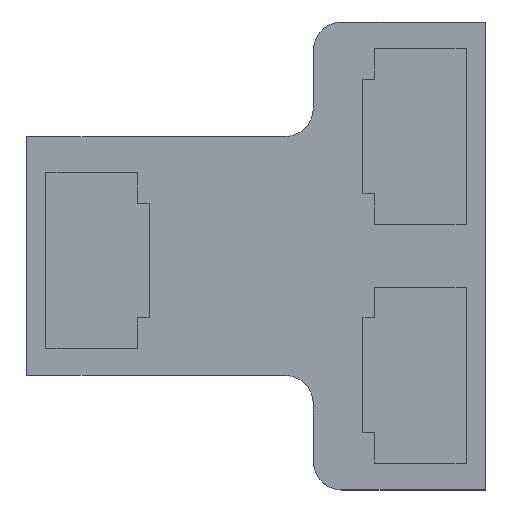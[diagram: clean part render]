
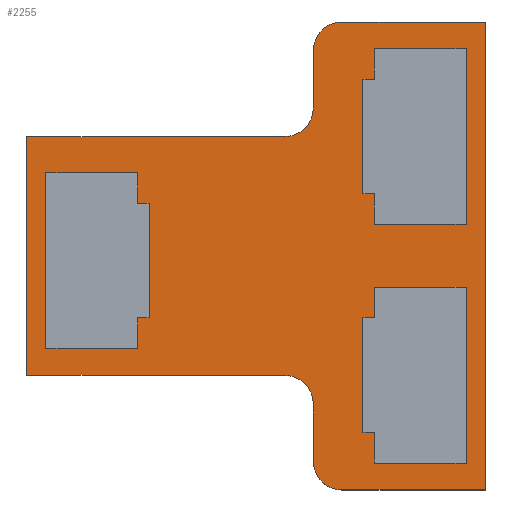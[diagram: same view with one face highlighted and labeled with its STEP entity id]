
A CAD part, top view. The second image highlights one B-rep face of the part: STEP entity #2255.
In plain terms, the highlighted planar face has unit normal (0, 0, 1).
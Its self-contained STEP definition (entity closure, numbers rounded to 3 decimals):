
#1862 = VERTEX_POINT('',#1863);
#1863 = CARTESIAN_POINT('',(162.,-96.5,1.6));
#1869 = EDGE_CURVE('',#1862,#1870,#1872,.T.);
#1870 = VERTEX_POINT('',#1871);
#1871 = CARTESIAN_POINT('',(158.25,-96.5,1.6));
#1872 = LINE('',#1873,#1874);
#1873 = CARTESIAN_POINT('',(162.,-96.5,1.6));
#1874 = VECTOR('',#1875,1.);
#1875 = DIRECTION('',(-1.,0.,0.));
#1900 = EDGE_CURVE('',#1870,#1901,#1903,.T.);
#1901 = VERTEX_POINT('',#1902);
#1902 = CARTESIAN_POINT('',(157.5,-95.75,1.6));
#1903 = CIRCLE('',#1904,0.75);
#1904 = AXIS2_PLACEMENT_3D('',#1905,#1906,#1907);
#1905 = CARTESIAN_POINT('',(158.25,-95.75,1.6));
#1906 = DIRECTION('',(0.,0.,-1.));
#1907 = DIRECTION('',(0.,-1.,-0.));
#1933 = EDGE_CURVE('',#1901,#1934,#1936,.T.);
#1934 = VERTEX_POINT('',#1935);
#1935 = CARTESIAN_POINT('',(157.5,-94.25,1.6));
#1936 = LINE('',#1937,#1938);
#1937 = CARTESIAN_POINT('',(157.5,-95.75,1.6));
#1938 = VECTOR('',#1939,1.);
#1939 = DIRECTION('',(0.,1.,0.));
#1964 = EDGE_CURVE('',#1934,#1965,#1967,.T.);
#1965 = VERTEX_POINT('',#1966);
#1966 = CARTESIAN_POINT('',(156.75,-93.5,1.6));
#1967 = CIRCLE('',#1968,0.75);
#1968 = AXIS2_PLACEMENT_3D('',#1969,#1970,#1971);
#1969 = CARTESIAN_POINT('',(156.75,-94.25,1.6));
#1970 = DIRECTION('',(0.,0.,1.));
#1971 = DIRECTION('',(1.,0.,-0.));
#1997 = EDGE_CURVE('',#1965,#1998,#2000,.T.);
#1998 = VERTEX_POINT('',#1999);
#1999 = CARTESIAN_POINT('',(150.,-93.5,1.6));
#2000 = LINE('',#2001,#2002);
#2001 = CARTESIAN_POINT('',(156.75,-93.5,1.6));
#2002 = VECTOR('',#2003,1.);
#2003 = DIRECTION('',(-1.,0.,0.));
#2028 = EDGE_CURVE('',#1998,#2029,#2031,.T.);
#2029 = VERTEX_POINT('',#2030);
#2030 = CARTESIAN_POINT('',(150.,-87.25,1.6));
#2031 = LINE('',#2032,#2033);
#2032 = CARTESIAN_POINT('',(150.,-93.5,1.6));
#2033 = VECTOR('',#2034,1.);
#2034 = DIRECTION('',(0.,1.,0.));
#2059 = EDGE_CURVE('',#2029,#2060,#2062,.T.);
#2060 = VERTEX_POINT('',#2061);
#2061 = CARTESIAN_POINT('',(156.75,-87.25,1.6));
#2062 = LINE('',#2063,#2064);
#2063 = CARTESIAN_POINT('',(150.,-87.25,1.6));
#2064 = VECTOR('',#2065,1.);
#2065 = DIRECTION('',(1.,0.,0.));
#2090 = EDGE_CURVE('',#2060,#2091,#2093,.T.);
#2091 = VERTEX_POINT('',#2092);
#2092 = CARTESIAN_POINT('',(157.5,-86.5,1.6));
#2093 = CIRCLE('',#2094,0.75);
#2094 = AXIS2_PLACEMENT_3D('',#2095,#2096,#2097);
#2095 = CARTESIAN_POINT('',(156.75,-86.5,1.6));
#2096 = DIRECTION('',(0.,0.,1.));
#2097 = DIRECTION('',(0.,-1.,0.));
#2123 = EDGE_CURVE('',#2091,#2124,#2126,.T.);
#2124 = VERTEX_POINT('',#2125);
#2125 = CARTESIAN_POINT('',(157.5,-85.,1.6));
#2126 = LINE('',#2127,#2128);
#2127 = CARTESIAN_POINT('',(157.5,-86.5,1.6));
#2128 = VECTOR('',#2129,1.);
#2129 = DIRECTION('',(0.,1.,0.));
#2154 = EDGE_CURVE('',#2124,#2155,#2157,.T.);
#2155 = VERTEX_POINT('',#2156);
#2156 = CARTESIAN_POINT('',(158.25,-84.25,1.6));
#2157 = CIRCLE('',#2158,0.75);
#2158 = AXIS2_PLACEMENT_3D('',#2159,#2160,#2161);
#2159 = CARTESIAN_POINT('',(158.25,-85.,1.6));
#2160 = DIRECTION('',(0.,0.,-1.));
#2161 = DIRECTION('',(-1.,0.,0.));
#2187 = EDGE_CURVE('',#2155,#2188,#2190,.T.);
#2188 = VERTEX_POINT('',#2189);
#2189 = CARTESIAN_POINT('',(162.,-84.25,1.6));
#2190 = LINE('',#2191,#2192);
#2191 = CARTESIAN_POINT('',(158.25,-84.25,1.6));
#2192 = VECTOR('',#2193,1.);
#2193 = DIRECTION('',(1.,0.,0.));
#2218 = EDGE_CURVE('',#2188,#1862,#2219,.T.);
#2219 = LINE('',#2220,#2221);
#2220 = CARTESIAN_POINT('',(162.,-84.25,1.6));
#2221 = VECTOR('',#2222,1.);
#2222 = DIRECTION('',(0.,-1.,0.));
#2255 = ADVANCED_FACE('',(#2256),#2270,.T.);
#2256 = FACE_BOUND('',#2257,.F.);
#2257 = EDGE_LOOP('',(#2258,#2259,#2260,#2261,#2262,#2263,#2264,#2265,
    #2266,#2267,#2268,#2269));
#2258 = ORIENTED_EDGE('',*,*,#1869,.T.);
#2259 = ORIENTED_EDGE('',*,*,#1900,.T.);
#2260 = ORIENTED_EDGE('',*,*,#1933,.T.);
#2261 = ORIENTED_EDGE('',*,*,#1964,.T.);
#2262 = ORIENTED_EDGE('',*,*,#1997,.T.);
#2263 = ORIENTED_EDGE('',*,*,#2028,.T.);
#2264 = ORIENTED_EDGE('',*,*,#2059,.T.);
#2265 = ORIENTED_EDGE('',*,*,#2090,.T.);
#2266 = ORIENTED_EDGE('',*,*,#2123,.T.);
#2267 = ORIENTED_EDGE('',*,*,#2154,.T.);
#2268 = ORIENTED_EDGE('',*,*,#2187,.T.);
#2269 = ORIENTED_EDGE('',*,*,#2218,.T.);
#2270 = PLANE('',#2271);
#2271 = AXIS2_PLACEMENT_3D('',#2272,#2273,#2274);
#2272 = CARTESIAN_POINT('',(0.,0.,1.6));
#2273 = DIRECTION('',(0.,0.,1.));
#2274 = DIRECTION('',(1.,0.,-0.));
